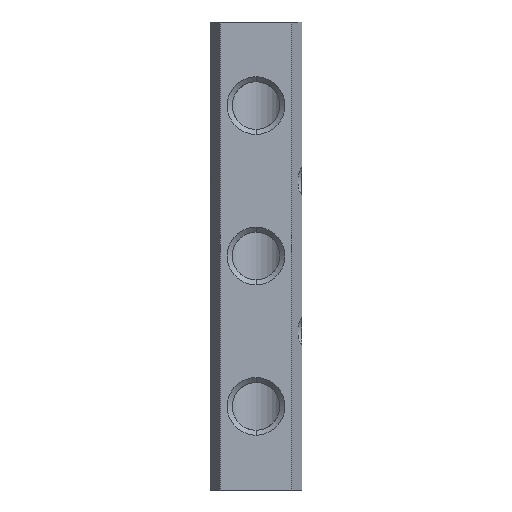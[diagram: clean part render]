
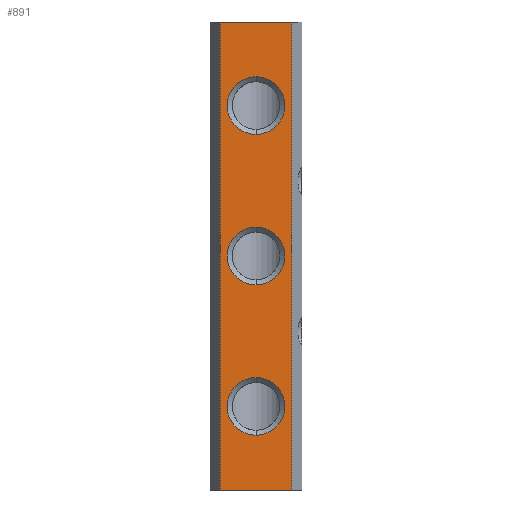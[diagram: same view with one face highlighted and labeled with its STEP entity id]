
A CAD part, front view. The second image highlights one B-rep face of the part: STEP entity #891.
In plain terms, the highlighted planar face has unit normal (0, -1, 0).
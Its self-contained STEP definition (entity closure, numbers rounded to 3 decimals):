
#9 = CARTESIAN_POINT ( 'NONE',  ( -8.5, 0., -112. ) ) ;
#47 = CIRCLE ( 'NONE', #576, 6.9 ) ;
#49 = DIRECTION ( 'NONE',  ( 0., 1., 0. ) ) ;
#99 = CARTESIAN_POINT ( 'NONE',  ( 0., 0., -56. ) ) ;
#161 = EDGE_LOOP ( 'NONE', ( #292, #376 ) ) ;
#164 = DIRECTION ( 'NONE',  ( 0., 1., 0. ) ) ;
#177 = LINE ( 'NONE', #1831, #1546 ) ;
#247 = VERTEX_POINT ( 'NONE', #2215 ) ;
#285 = DIRECTION ( 'NONE',  ( 0., 0., -1. ) ) ;
#292 = ORIENTED_EDGE ( 'NONE', *, *, #1693, .T. ) ;
#309 = VERTEX_POINT ( 'NONE', #1567 ) ;
#315 = CARTESIAN_POINT ( 'NONE',  ( 8.5, 0., 0. ) ) ;
#326 = CARTESIAN_POINT ( 'NONE',  ( 0., 0., -56. ) ) ;
#329 = CARTESIAN_POINT ( 'NONE',  ( 0., 0., -92. ) ) ;
#345 = VERTEX_POINT ( 'NONE', #315 ) ;
#350 = DIRECTION ( 'NONE',  ( 0., 0., -1. ) ) ;
#376 = ORIENTED_EDGE ( 'NONE', *, *, #1563, .T. ) ;
#382 = CARTESIAN_POINT ( 'NONE',  ( 0., 0., -62.9 ) ) ;
#395 = AXIS2_PLACEMENT_3D ( 'NONE', #1990, #49, #1321 ) ;
#422 = CARTESIAN_POINT ( 'NONE',  ( -8.5, 0., 0. ) ) ;
#430 = CIRCLE ( 'NONE', #604, 6.9 ) ;
#434 = VERTEX_POINT ( 'NONE', #599 ) ;
#460 = FACE_BOUND ( 'NONE', #979, .T. ) ;
#518 = ORIENTED_EDGE ( 'NONE', *, *, #663, .F. ) ;
#529 = DIRECTION ( 'NONE',  ( 0., 0., -1. ) ) ;
#531 = DIRECTION ( 'NONE',  ( 0., 0., -1. ) ) ;
#532 = CARTESIAN_POINT ( 'NONE',  ( 8.5, 0., -112. ) ) ;
#540 = CARTESIAN_POINT ( 'NONE',  ( 0., 0., -20. ) ) ;
#576 = AXIS2_PLACEMENT_3D ( 'NONE', #1250, #164, #1077 ) ;
#599 = CARTESIAN_POINT ( 'NONE',  ( 0., 0., -13.1 ) ) ;
#604 = AXIS2_PLACEMENT_3D ( 'NONE', #329, #1582, #531 ) ;
#610 = ORIENTED_EDGE ( 'NONE', *, *, #937, .T. ) ;
#628 = ORIENTED_EDGE ( 'NONE', *, *, #1178, .T. ) ;
#633 = ORIENTED_EDGE ( 'NONE', *, *, #1501, .T. ) ;
#659 = ORIENTED_EDGE ( 'NONE', *, *, #791, .T. ) ;
#663 = EDGE_CURVE ( 'NONE', #850, #1439, #1052, .T. ) ;
#682 = CARTESIAN_POINT ( 'NONE',  ( -8.5, 0., 0. ) ) ;
#698 = AXIS2_PLACEMENT_3D ( 'NONE', #99, #1369, #285 ) ;
#704 = DIRECTION ( 'NONE',  ( 0., 0., 1. ) ) ;
#735 = EDGE_CURVE ( 'NONE', #309, #434, #47, .T. ) ;
#747 = EDGE_CURVE ( 'NONE', #434, #309, #1879, .T. ) ;
#760 = AXIS2_PLACEMENT_3D ( 'NONE', #1818, #1652, #781 ) ;
#781 = DIRECTION ( 'NONE',  ( 0., 0., -1. ) ) ;
#791 = EDGE_CURVE ( 'NONE', #1018, #345, #1830, .T. ) ;
#850 = VERTEX_POINT ( 'NONE', #9 ) ;
#861 = VERTEX_POINT ( 'NONE', #382 ) ;
#875 = CARTESIAN_POINT ( 'NONE',  ( 0., 0., -98.9 ) ) ;
#891 = ADVANCED_FACE ( 'NONE', ( #1808, #1854, #460, #1357 ), #1921, .T. ) ;
#937 = EDGE_CURVE ( 'NONE', #1151, #1236, #1301, .T. ) ;
#979 = EDGE_LOOP ( 'NONE', ( #610, #628 ) ) ;
#1018 = VERTEX_POINT ( 'NONE', #1838 ) ;
#1038 = AXIS2_PLACEMENT_3D ( 'NONE', #540, #1428, #350 ) ;
#1052 = LINE ( 'NONE', #1752, #2013 ) ;
#1061 = DIRECTION ( 'NONE',  ( 0., 0., 1. ) ) ;
#1077 = DIRECTION ( 'NONE',  ( 0., 0., -1. ) ) ;
#1083 = EDGE_LOOP ( 'NONE', ( #1359, #1106 ) ) ;
#1106 = ORIENTED_EDGE ( 'NONE', *, *, #747, .T. ) ;
#1151 = VERTEX_POINT ( 'NONE', #875 ) ;
#1159 = ORIENTED_EDGE ( 'NONE', *, *, #1977, .F. ) ;
#1178 = EDGE_CURVE ( 'NONE', #1236, #1151, #430, .T. ) ;
#1222 = CIRCLE ( 'NONE', #2086, 6.9 ) ;
#1236 = VERTEX_POINT ( 'NONE', #1932 ) ;
#1250 = CARTESIAN_POINT ( 'NONE',  ( 0., 0., -20. ) ) ;
#1301 = CIRCLE ( 'NONE', #395, 6.9 ) ;
#1321 = DIRECTION ( 'NONE',  ( 0., 0., -1. ) ) ;
#1352 = DIRECTION ( 'NONE',  ( 1., 0., 0. ) ) ;
#1357 = FACE_OUTER_BOUND ( 'NONE', #1513, .T. ) ;
#1359 = ORIENTED_EDGE ( 'NONE', *, *, #735, .T. ) ;
#1369 = DIRECTION ( 'NONE',  ( 0., 1., 0. ) ) ;
#1380 = VECTOR ( 'NONE', #704, 1000. ) ;
#1428 = DIRECTION ( 'NONE',  ( 0., 1., 0. ) ) ;
#1439 = VERTEX_POINT ( 'NONE', #422 ) ;
#1501 = EDGE_CURVE ( 'NONE', #850, #1018, #177, .T. ) ;
#1513 = EDGE_LOOP ( 'NONE', ( #1159, #518, #633, #659 ) ) ;
#1546 = VECTOR ( 'NONE', #1352, 1000. ) ;
#1563 = EDGE_CURVE ( 'NONE', #247, #861, #1890, .T. ) ;
#1567 = CARTESIAN_POINT ( 'NONE',  ( 0., 0., -26.9 ) ) ;
#1579 = DIRECTION ( 'NONE',  ( 0., 1., 0. ) ) ;
#1582 = DIRECTION ( 'NONE',  ( 0., 1., 0. ) ) ;
#1652 = DIRECTION ( 'NONE',  ( 0., -1., 0. ) ) ;
#1693 = EDGE_CURVE ( 'NONE', #861, #247, #1222, .T. ) ;
#1752 = CARTESIAN_POINT ( 'NONE',  ( -8.5, 0., -112. ) ) ;
#1808 = FACE_BOUND ( 'NONE', #1083, .T. ) ;
#1818 = CARTESIAN_POINT ( 'NONE',  ( -8.5, 0., -112. ) ) ;
#1830 = LINE ( 'NONE', #532, #1380 ) ;
#1831 = CARTESIAN_POINT ( 'NONE',  ( -8.5, 0., -112. ) ) ;
#1838 = CARTESIAN_POINT ( 'NONE',  ( 8.5, 0., -112. ) ) ;
#1854 = FACE_BOUND ( 'NONE', #161, .T. ) ;
#1863 = LINE ( 'NONE', #682, #2198 ) ;
#1879 = CIRCLE ( 'NONE', #1038, 6.9 ) ;
#1890 = CIRCLE ( 'NONE', #698, 6.9 ) ;
#1897 = DIRECTION ( 'NONE',  ( 1., 0., 0. ) ) ;
#1921 = PLANE ( 'NONE',  #760 ) ;
#1932 = CARTESIAN_POINT ( 'NONE',  ( 0., 0., -85.1 ) ) ;
#1977 = EDGE_CURVE ( 'NONE', #1439, #345, #1863, .T. ) ;
#1990 = CARTESIAN_POINT ( 'NONE',  ( 0., 0., -92. ) ) ;
#2013 = VECTOR ( 'NONE', #1061, 1000. ) ;
#2086 = AXIS2_PLACEMENT_3D ( 'NONE', #326, #1579, #529 ) ;
#2198 = VECTOR ( 'NONE', #1897, 1000. ) ;
#2215 = CARTESIAN_POINT ( 'NONE',  ( 0., 0., -49.1 ) ) ;
